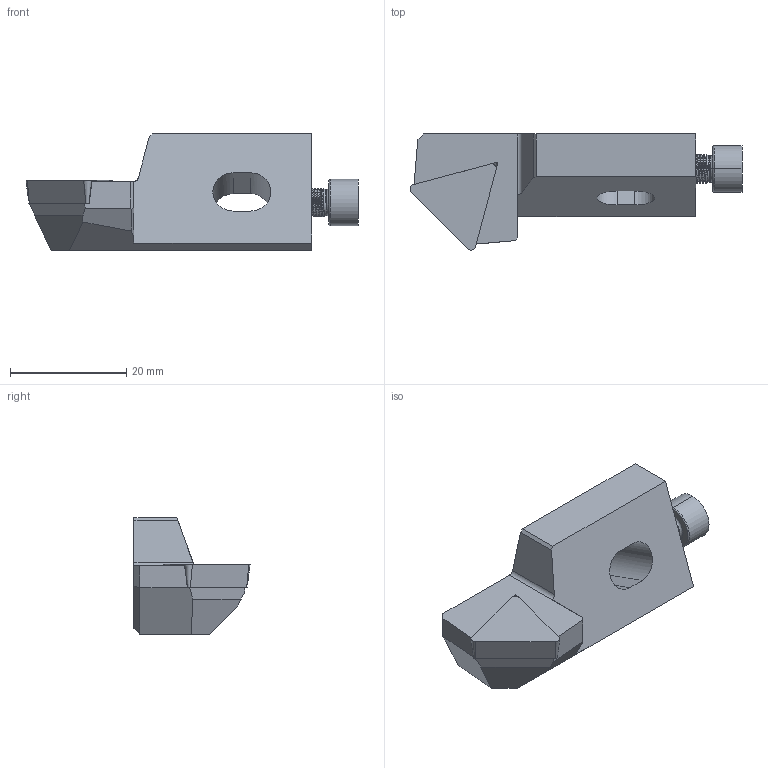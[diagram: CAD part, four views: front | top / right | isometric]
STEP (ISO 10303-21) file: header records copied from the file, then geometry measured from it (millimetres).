
FILE_DESCRIPTION (( 'STEP AP203' ), '1' );
FILE_NAME ('STSCR-12CA-16-LIGHT.STP', '2023-11-09T13:53:05', ( '' ), ( '' ), 'SwSTEP 2.0', 'SolidWorks 2018', '' );
FILE_SCHEMA (( 'CONFIG_CONTROL_DESIGN' ));
Length unit declared in the file: millimetre
Products named in the file (1): STSCR-12CA-16-LIGHT
Bounding box: 57.17 x 20 x 20 mm (x, y, z)
Volume: 9245.4 mm3; surface area: 4091.6 mm2
Topology: 2 solids, 2 shells, 64 faces, 168 edges, 110 vertices
Faces by surface type: plane 34, cylinder 13, cone 9, torus 6, bspline 2
Entity records: 3212 total; most frequent: CARTESIAN_POINT 1612, ORIENTED_EDGE 336, DIRECTION 295, EDGE_CURVE 168, VERTEX_POINT 110, LINE 103, VECTOR 103, AXIS2_PLACEMENT_3D 96
